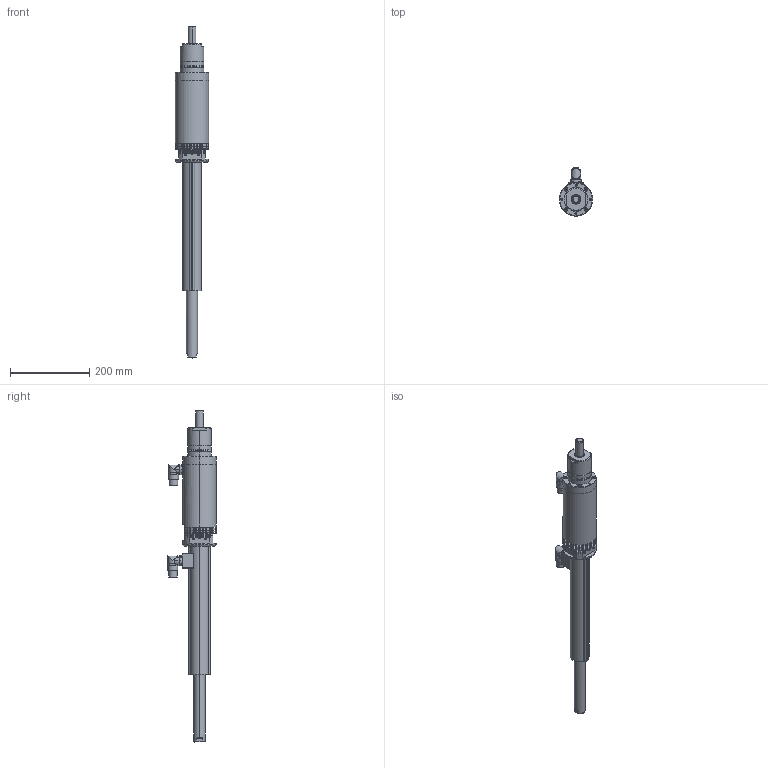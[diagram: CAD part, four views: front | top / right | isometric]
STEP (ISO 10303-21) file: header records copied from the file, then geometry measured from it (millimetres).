
FILE_DESCRIPTION (( 'STEP AP214' ), '1' );
FILE_NAME ('0186-0346_150806_PR01-84x80-SSC-C48x240F-C-150.STEP', '2015-08-19T14:30:29', ( '' ), ( '' ), 'SwSTEP 2.0', 'SolidWorks 2014', '' );
FILE_SCHEMA (( 'AUTOMOTIVE_DESIGN' ));
Length unit declared in the file: millimetre
Products named in the file (3): Läufer-Drehwelle-240-SSC; 0186-0346_150806_PR01-84x80-SSC-C48x240F-C-150; RS01-84x80-C48x240F-C-150-SSC
Assembly tree (2 placements, depth 2):
  0186-0346_150806_PR01-84x80-SSC-C48x240F-C-150
    RS01-84x80-C48x240F-C-150-SSC
    Läufer-Drehwelle-240-SSC
Bounding box: 84 x 121.9 x 838.6 mm (x, y, z)
Volume: 2173764.7 mm3; surface area: 344505 mm2
Topology: 27 solids, 28 shells, 1364 faces, 3324 edges, 2033 vertices
Faces by surface type: cylinder 560, plane 464, cone 150, torus 128, bspline 48, sphere 14
Entity records: 59049 total; most frequent: CARTESIAN_POINT 11980, DIRECTION 6847, ORIENTED_EDGE 6474, EDGE_CURVE 3237, AXIS2_PLACEMENT_3D 2749, VERTEX_POINT 2033, EDGE_LOOP 1514, CIRCLE 1428
